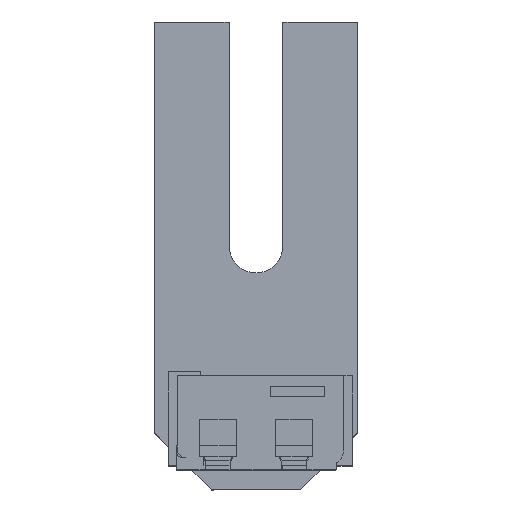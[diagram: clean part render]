
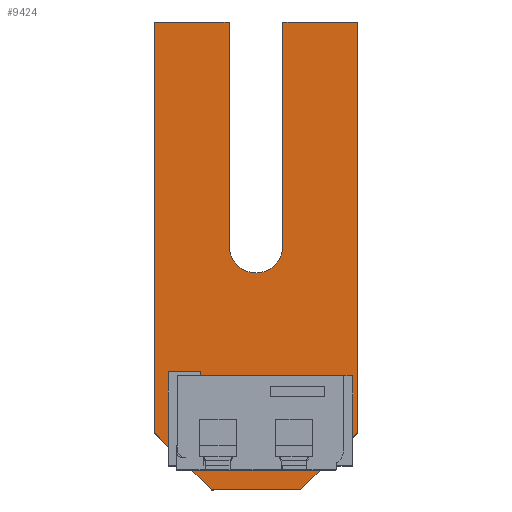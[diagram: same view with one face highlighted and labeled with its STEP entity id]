
A CAD part, top view. The second image highlights one B-rep face of the part: STEP entity #9424.
In plain terms, the highlighted planar face has unit normal (0, 0, 1).
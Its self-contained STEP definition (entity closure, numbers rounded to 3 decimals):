
#574=CIRCLE('',#10003,3.366);
#703=FACE_OUTER_BOUND('',#1243,.T.);
#1243=EDGE_LOOP('',(#6845,#6846,#6847,#6848,#6849,#6850,#6851,#6852,#6853,
#6854));
#1945=LINE('',#12701,#3007);
#2025=LINE('',#13630,#3087);
#2028=LINE('',#13636,#3090);
#2032=LINE('',#13645,#3094);
#2036=LINE('',#13652,#3098);
#2039=LINE('',#13658,#3101);
#2042=LINE('',#13664,#3104);
#2044=LINE('',#13667,#3106);
#2048=LINE('',#13674,#3110);
#3007=VECTOR('',#10770,1000.);
#3087=VECTOR('',#10852,1000.);
#3090=VECTOR('',#10857,1000.);
#3094=VECTOR('',#10863,1000.);
#3098=VECTOR('',#10869,1000.);
#3101=VECTOR('',#10874,1000.);
#3104=VECTOR('',#10879,1000.);
#3106=VECTOR('',#10883,1000.);
#3110=VECTOR('',#10889,1000.);
#3993=VERTEX_POINT('',#12686);
#3994=VERTEX_POINT('',#12687);
#3999=VERTEX_POINT('',#12698);
#4000=VERTEX_POINT('',#12700);
#4133=VERTEX_POINT('',#13628);
#4134=VERTEX_POINT('',#13632);
#4139=VERTEX_POINT('',#13643);
#4141=VERTEX_POINT('',#13650);
#4143=VERTEX_POINT('',#13656);
#4145=VERTEX_POINT('',#13662);
#5014=EDGE_CURVE('',#3993,#3994,#574,.T.);
#5020=EDGE_CURVE('',#3999,#4000,#1945,.T.);
#5155=EDGE_CURVE('',#4133,#3994,#2025,.T.);
#5158=EDGE_CURVE('',#3993,#4134,#2028,.T.);
#5162=EDGE_CURVE('',#4139,#4133,#2032,.T.);
#5166=EDGE_CURVE('',#4141,#4139,#2036,.T.);
#5169=EDGE_CURVE('',#4143,#4141,#2039,.T.);
#5172=EDGE_CURVE('',#4145,#4143,#2042,.T.);
#5174=EDGE_CURVE('',#4145,#4000,#2044,.T.);
#5178=EDGE_CURVE('',#3999,#4134,#2048,.T.);
#6845=ORIENTED_EDGE('',*,*,#5014,.T.);
#6846=ORIENTED_EDGE('',*,*,#5155,.F.);
#6847=ORIENTED_EDGE('',*,*,#5162,.F.);
#6848=ORIENTED_EDGE('',*,*,#5166,.F.);
#6849=ORIENTED_EDGE('',*,*,#5169,.F.);
#6850=ORIENTED_EDGE('',*,*,#5172,.F.);
#6851=ORIENTED_EDGE('',*,*,#5174,.T.);
#6852=ORIENTED_EDGE('',*,*,#5020,.F.);
#6853=ORIENTED_EDGE('',*,*,#5178,.T.);
#6854=ORIENTED_EDGE('',*,*,#5158,.F.);
#9063=PLANE('',#10014);
#9424=ADVANCED_FACE('',(#703),#9063,.F.);
#10003=AXIS2_PLACEMENT_3D('',#12688,#10760,#10761);
#10014=AXIS2_PLACEMENT_3D('',#13675,#10890,#10891);
#10760=DIRECTION('center_axis',(0.,0.,
-1.));
#10761=DIRECTION('ref_axis',(0.,-1.,0.));
#10770=DIRECTION('',(0.,-1.,0.));
#10852=DIRECTION('',(0.,-1.,0.));
#10857=DIRECTION('',(0.,1.,0.));
#10863=DIRECTION('',(1.,0.,0.));
#10869=DIRECTION('',(0.,1.,0.));
#10874=DIRECTION('',(-0.707,0.707,0.));
#10879=DIRECTION('',(-1.,0.,0.));
#10883=DIRECTION('',(0.707,0.707,0.));
#10889=DIRECTION('',(-1.,0.,0.));
#10890=DIRECTION('center_axis',(0.,0.,
-1.));
#10891=DIRECTION('ref_axis',(0.,-1.,0.));
#12686=CARTESIAN_POINT('',(3.176,19.916,0.072));
#12687=CARTESIAN_POINT('',(-3.555,19.916,0.072));
#12688=CARTESIAN_POINT('Origin',(-0.19,19.916,0.072));
#12698=CARTESIAN_POINT('',(12.51,47.856,0.072));
#12700=CARTESIAN_POINT('',(12.51,-3.452,0.072));
#12701=CARTESIAN_POINT('',(12.51,18.646,0.072));
#13628=CARTESIAN_POINT('',(-3.555,47.856,0.072));
#13630=CARTESIAN_POINT('',(-3.555,18.646,0.072));
#13632=CARTESIAN_POINT('',(3.176,47.856,0.072));
#13636=CARTESIAN_POINT('',(3.176,18.646,0.072));
#13643=CARTESIAN_POINT('',(-12.89,47.856,0.072));
#13645=CARTESIAN_POINT('',(49.501,47.856,0.072));
#13650=CARTESIAN_POINT('',(-12.89,-3.452,0.072));
#13652=CARTESIAN_POINT('',(-12.89,18.646,0.072));
#13656=CARTESIAN_POINT('',(-5.778,-10.564,0.072));
#13658=CARTESIAN_POINT('',(7.257,-23.599,0.072));
#13662=CARTESIAN_POINT('',(5.398,-10.564,0.072));
#13664=CARTESIAN_POINT('',(49.501,-10.564,0.072));
#13667=CARTESIAN_POINT('',(42.055,26.092,0.072));
#13674=CARTESIAN_POINT('',(49.501,47.856,0.072));
#13675=CARTESIAN_POINT('Origin',(49.501,18.646,0.072));
